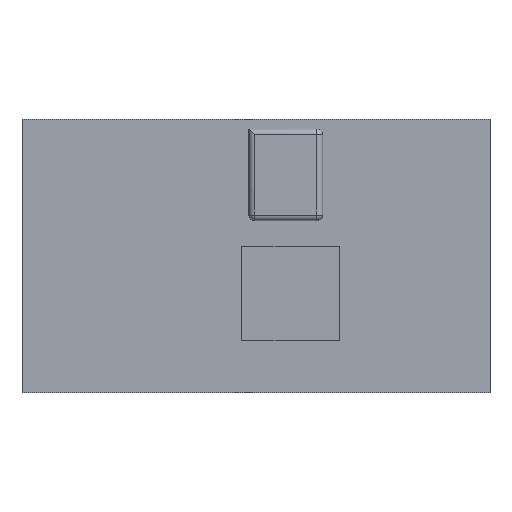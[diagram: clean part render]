
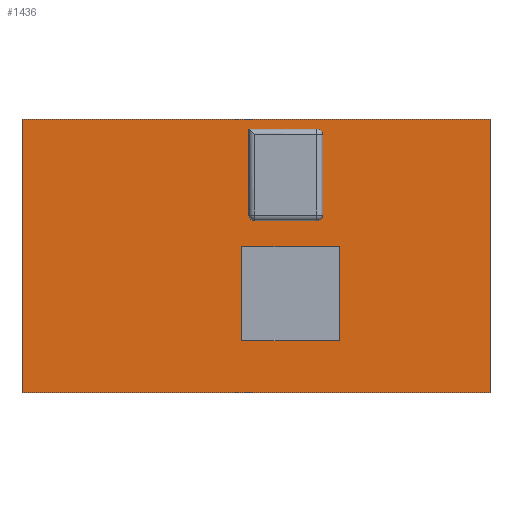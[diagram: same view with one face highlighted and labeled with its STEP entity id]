
A CAD part, top view. The second image highlights one B-rep face of the part: STEP entity #1436.
In plain terms, the highlighted planar face has unit normal (0, 0, 1).
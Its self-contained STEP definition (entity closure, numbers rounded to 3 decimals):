
#41=FACE_BOUND('',#258,.T.);
#42=FACE_BOUND('',#259,.T.);
#76=CIRCLE('',#1534,0.3);
#80=CIRCLE('',#1542,0.3);
#86=CIRCLE('',#1556,0.3);
#167=FACE_OUTER_BOUND('',#257,.T.);
#257=EDGE_LOOP('',(#1186,#1187,#1188,#1189));
#258=EDGE_LOOP('',(#1190,#1191,#1192,#1193));
#259=EDGE_LOOP('',(#1194,#1195,#1196,#1197,#1198,#1199,#1200));
#383=LINE('',#2271,#530);
#387=LINE('',#2284,#534);
#390=LINE('',#2293,#537);
#391=LINE('',#2295,#538);
#392=LINE('',#2299,#539);
#396=LINE('',#2307,#543);
#399=LINE('',#2313,#546);
#402=LINE('',#2318,#549);
#406=LINE('',#2328,#553);
#409=LINE('',#2334,#556);
#412=LINE('',#2340,#559);
#415=LINE('',#2344,#562);
#530=VECTOR('',#1879,10.);
#534=VECTOR('',#1895,10.);
#537=VECTOR('',#1908,10.);
#538=VECTOR('',#1911,10.);
#539=VECTOR('',#1914,10.);
#543=VECTOR('',#1920,10.);
#546=VECTOR('',#1925,10.);
#549=VECTOR('',#1930,10.);
#553=VECTOR('',#1938,10.);
#556=VECTOR('',#1943,10.);
#559=VECTOR('',#1948,10.);
#562=VECTOR('',#1953,10.);
#653=VERTEX_POINT('',#2235);
#654=VERTEX_POINT('',#2237);
#661=VERTEX_POINT('',#2257);
#662=VERTEX_POINT('',#2259);
#664=VERTEX_POINT('',#2269);
#667=VERTEX_POINT('',#2283);
#668=VERTEX_POINT('',#2291);
#669=VERTEX_POINT('',#2297);
#670=VERTEX_POINT('',#2298);
#673=VERTEX_POINT('',#2306);
#675=VERTEX_POINT('',#2312);
#679=VERTEX_POINT('',#2325);
#680=VERTEX_POINT('',#2327);
#682=VERTEX_POINT('',#2333);
#684=VERTEX_POINT('',#2339);
#815=EDGE_CURVE('',#653,#654,#76,.F.);
#826=EDGE_CURVE('',#661,#662,#80,.F.);
#832=EDGE_CURVE('',#653,#664,#383,.T.);
#838=EDGE_CURVE('',#667,#662,#387,.T.);
#841=EDGE_CURVE('',#667,#664,#86,.F.);
#843=EDGE_CURVE('',#661,#668,#390,.T.);
#844=EDGE_CURVE('',#668,#654,#391,.T.);
#845=EDGE_CURVE('',#669,#670,#392,.T.);
#849=EDGE_CURVE('',#670,#673,#396,.T.);
#852=EDGE_CURVE('',#673,#675,#399,.T.);
#855=EDGE_CURVE('',#675,#669,#402,.T.);
#859=EDGE_CURVE('',#680,#679,#406,.T.);
#862=EDGE_CURVE('',#682,#680,#409,.T.);
#865=EDGE_CURVE('',#684,#682,#412,.T.);
#868=EDGE_CURVE('',#679,#684,#415,.T.);
#1186=ORIENTED_EDGE('',*,*,#868,.T.);
#1187=ORIENTED_EDGE('',*,*,#865,.T.);
#1188=ORIENTED_EDGE('',*,*,#862,.T.);
#1189=ORIENTED_EDGE('',*,*,#859,.T.);
#1190=ORIENTED_EDGE('',*,*,#845,.T.);
#1191=ORIENTED_EDGE('',*,*,#849,.T.);
#1192=ORIENTED_EDGE('',*,*,#852,.T.);
#1193=ORIENTED_EDGE('',*,*,#855,.T.);
#1194=ORIENTED_EDGE('',*,*,#832,.T.);
#1195=ORIENTED_EDGE('',*,*,#841,.F.);
#1196=ORIENTED_EDGE('',*,*,#838,.T.);
#1197=ORIENTED_EDGE('',*,*,#826,.F.);
#1198=ORIENTED_EDGE('',*,*,#843,.T.);
#1199=ORIENTED_EDGE('',*,*,#844,.T.);
#1200=ORIENTED_EDGE('',*,*,#815,.F.);
#1299=PLANE('',#1569);
#1436=ADVANCED_FACE('',(#167,#41,#42),#1299,.T.);
#1534=AXIS2_PLACEMENT_3D('',#2238,#1842,#1843);
#1542=AXIS2_PLACEMENT_3D('',#2260,#1864,#1865);
#1556=AXIS2_PLACEMENT_3D('',#2288,#1901,#1902);
#1569=AXIS2_PLACEMENT_3D('',#2345,#1954,#1955);
#1842=DIRECTION('center_axis',(0.,0.,-1.));
#1843=DIRECTION('ref_axis',(0.707,0.707,0.));
#1864=DIRECTION('center_axis',(0.,0.,-1.));
#1865=DIRECTION('ref_axis',(-0.707,-0.707,0.));
#1879=DIRECTION('',(0.,-1.,0.));
#1895=DIRECTION('',(-1.,0.,0.));
#1901=DIRECTION('center_axis',(0.,0.,-1.));
#1902=DIRECTION('ref_axis',(0.707,-0.707,0.));
#1908=DIRECTION('',(0.,1.,0.));
#1911=DIRECTION('',(1.,0.,0.));
#1914=DIRECTION('',(0.,-1.,0.));
#1920=DIRECTION('',(-1.,0.,0.));
#1925=DIRECTION('',(0.,1.,0.));
#1930=DIRECTION('',(1.,0.,0.));
#1938=DIRECTION('',(0.,-1.,0.));
#1943=DIRECTION('',(-1.,0.,0.));
#1948=DIRECTION('',(0.,1.,0.));
#1953=DIRECTION('',(1.,0.,0.));
#1954=DIRECTION('center_axis',(0.,0.,1.));
#1955=DIRECTION('ref_axis',(1.,0.,0.));
#2235=CARTESIAN_POINT('',(3.53,6.426,1.11));
#2237=CARTESIAN_POINT('',(3.23,6.726,1.11));
#2238=CARTESIAN_POINT('Origin',(3.23,6.426,1.11));
#2257=CARTESIAN_POINT('',(-0.374,2.168,1.11));
#2259=CARTESIAN_POINT('',(-0.074,1.868,1.11));
#2260=CARTESIAN_POINT('Origin',(-0.074,2.168,1.11));
#2269=CARTESIAN_POINT('',(3.53,2.168,1.11));
#2271=CARTESIAN_POINT('',(3.53,0.934,1.11));
#2283=CARTESIAN_POINT('',(3.23,1.868,1.11));
#2284=CARTESIAN_POINT('',(-0.187,1.868,1.11));
#2288=CARTESIAN_POINT('Origin',(3.23,2.168,1.11));
#2291=CARTESIAN_POINT('',(-0.374,6.726,1.11));
#2293=CARTESIAN_POINT('',(-0.374,3.363,1.11));
#2295=CARTESIAN_POINT('',(1.765,6.726,1.11));
#2297=CARTESIAN_POINT('',(4.433,0.492,1.11));
#2298=CARTESIAN_POINT('',(4.433,-4.494,1.11));
#2299=CARTESIAN_POINT('',(4.433,-2.247,1.11));
#2306=CARTESIAN_POINT('',(-0.759,-4.494,1.11));
#2307=CARTESIAN_POINT('',(-0.38,-4.494,1.11));
#2312=CARTESIAN_POINT('',(-0.759,0.492,1.11));
#2313=CARTESIAN_POINT('',(-0.759,0.246,1.11));
#2318=CARTESIAN_POINT('',(2.217,0.492,1.11));
#2325=CARTESIAN_POINT('',(-12.4,-7.25,1.11));
#2327=CARTESIAN_POINT('',(-12.4,7.25,1.11));
#2328=CARTESIAN_POINT('',(-12.4,7.25,1.11));
#2333=CARTESIAN_POINT('',(12.4,7.25,1.11));
#2334=CARTESIAN_POINT('',(12.4,7.25,1.11));
#2339=CARTESIAN_POINT('',(12.4,-7.25,1.11));
#2340=CARTESIAN_POINT('',(12.4,-7.25,1.11));
#2344=CARTESIAN_POINT('',(-12.4,-7.25,1.11));
#2345=CARTESIAN_POINT('Origin',(0.,0.,
1.11));
